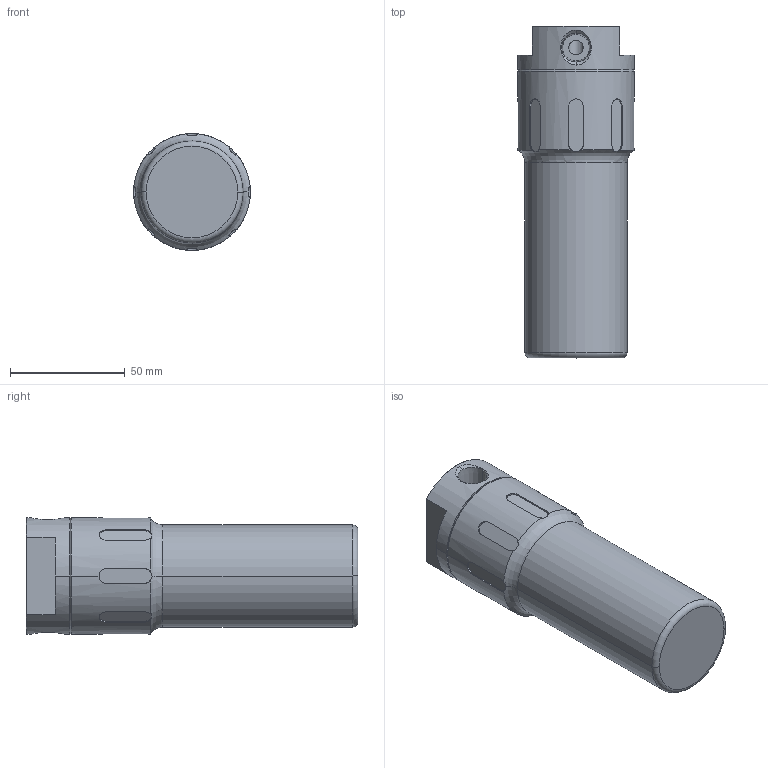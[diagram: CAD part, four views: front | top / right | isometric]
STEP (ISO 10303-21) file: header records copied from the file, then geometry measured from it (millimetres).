
FILE_DESCRIPTION((''),'2;1');
FILE_NAME('MPUR-0003-AO','2024-02-06T10:59:34',('DLachman'),('MATHESON TRI-GAS'),'CREO PARAMETRIC BY PTC INC, 2022281','CREO PARAMETRIC BY PTC INC, 2022281','');
FILE_SCHEMA(('CONFIG_CONTROL_DESIGN'));
Length unit declared in the file: inch
Products named in the file (1): MPUR-0003-AO
Bounding box: 50.8 x 144.46 x 50.8 mm (x, y, z)
Volume: 145612.9 mm3; surface area: 41254.5 mm2
Topology: 1 solids, 1 shells, 118 faces, 301 edges, 190 vertices
Faces by surface type: cylinder 51, plane 41, cone 20, torus 6
Entity records: 3951 total; most frequent: CARTESIAN_POINT 1104, ORIENTED_EDGE 594, DIRECTION 578, EDGE_CURVE 297, AXIS2_PLACEMENT_3D 229, VERTEX_POINT 190, EDGE_LOOP 129, VECTOR 120
